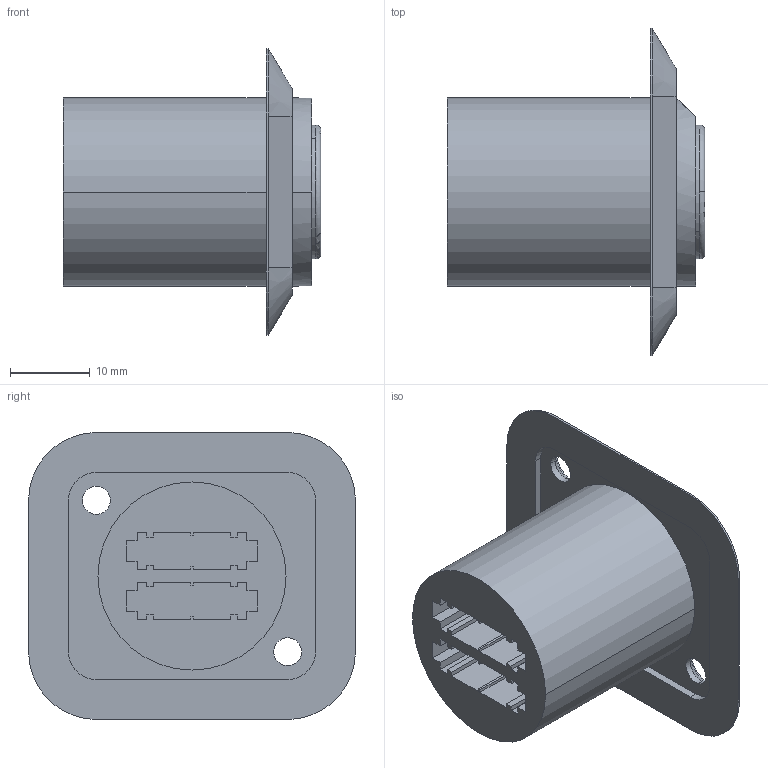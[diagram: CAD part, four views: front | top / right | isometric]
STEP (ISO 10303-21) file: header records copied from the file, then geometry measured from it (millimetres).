
FILE_DESCRIPTION((''),'2;1');
FILE_NAME('D-NO4FDW','2010-06-24T',('kma'),(''),'PRO/ENGINEER BY PARAMETRIC TECHNOLOGY CORPORATION, 2009220','PRO/ENGINEER BY PARAMETRIC TECHNOLOGY CORPORATION, 2009220','');
FILE_SCHEMA(('AUTOMOTIVE_DESIGN_CC2 { 1 2 10303 214 -1 1 5 2 }'));
Length unit declared in the file: millimetre
Products named in the file (1): D-NO4FDW
Bounding box: 32.3 x 41 x 36 mm (x, y, z)
Volume: 11184 mm3; surface area: 8958.5 mm2
Topology: 1 solids, 1 shells, 157 faces, 432 edges, 284 vertices
Faces by surface type: plane 106, cylinder 37, cone 12, torus 2
Entity records: 6572 total; most frequent: CARTESIAN_POINT 1006, ORIENTED_EDGE 864, DIRECTION 801, PRESENTATION_STYLE_ASSIGNMENT 433, STYLED_ITEM 433, CURVE_STYLE 432, EDGE_CURVE 432, VECTOR 331
